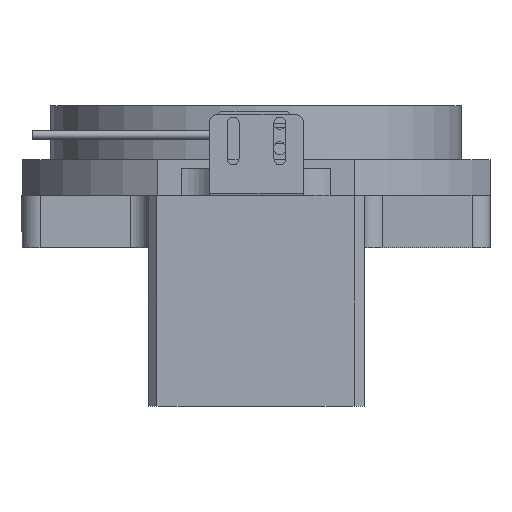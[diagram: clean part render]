
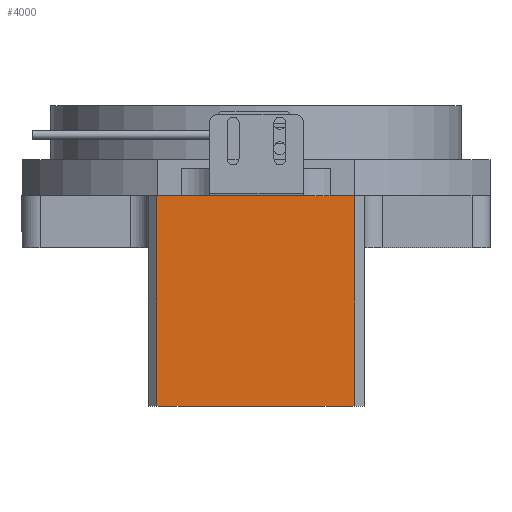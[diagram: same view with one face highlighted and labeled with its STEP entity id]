
A CAD part, front view. The second image highlights one B-rep face of the part: STEP entity #4000.
In plain terms, the highlighted planar face has unit normal (0, -1, 0).
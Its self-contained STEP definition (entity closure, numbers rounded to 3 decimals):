
#20 = VERTEX_POINT ( 'NONE', #23 ) ;
#23 = CARTESIAN_POINT ( 'NONE',  ( 27.5, -93.8, 14.5 ) ) ;
#30 = DIRECTION ( 'NONE',  ( -1., 0., 0. ) ) ;
#36 = DIRECTION ( 'NONE',  ( 1., 0., 0. ) ) ;
#448 = VECTOR ( 'NONE', #2766, 1000. ) ;
#518 = VECTOR ( 'NONE', #4805, 1000. ) ;
#725 = CARTESIAN_POINT ( 'NONE',  ( 27.5, -93.8, 39.5 ) ) ;
#864 = LINE ( 'NONE', #4764, #448 ) ;
#896 = ORIENTED_EDGE ( 'NONE', *, *, #3671, .T. ) ;
#1190 = LINE ( 'NONE', #1867, #4150 ) ;
#1267 = LINE ( 'NONE', #3855, #4253 ) ;
#1627 = EDGE_CURVE ( 'NONE', #20, #5705, #6676, .T. ) ;
#1804 = AXIS2_PLACEMENT_3D ( 'NONE', #7050, #3780, #5179 ) ;
#1867 = CARTESIAN_POINT ( 'NONE',  ( -27.5, -93.8, 14.5 ) ) ;
#2486 = VERTEX_POINT ( 'NONE', #5841 ) ;
#2766 = DIRECTION ( 'NONE',  ( 0., 0., -1. ) ) ;
#2945 = ORIENTED_EDGE ( 'NONE', *, *, #7967, .F. ) ;
#3308 = PLANE ( 'NONE',  #1804 ) ;
#3671 = EDGE_CURVE ( 'NONE', #6519, #2486, #864, .T. ) ;
#3780 = DIRECTION ( 'NONE',  ( 0., 1., 0. ) ) ;
#3855 = CARTESIAN_POINT ( 'NONE',  ( 27.5, -93.8, -44. ) ) ;
#4000 = ADVANCED_FACE ( 'NONE', ( #4495 ), #3308, .F. ) ;
#4150 = VECTOR ( 'NONE', #36, 1000. ) ;
#4253 = VECTOR ( 'NONE', #30, 1000. ) ;
#4352 = EDGE_CURVE ( 'NONE', #5705, #2486, #1267, .T. ) ;
#4495 = FACE_OUTER_BOUND ( 'NONE', #6582, .T. ) ;
#4619 = ORIENTED_EDGE ( 'NONE', *, *, #1627, .F. ) ;
#4639 = ORIENTED_EDGE ( 'NONE', *, *, #4352, .F. ) ;
#4764 = CARTESIAN_POINT ( 'NONE',  ( -27.5, -93.8, 39.5 ) ) ;
#4805 = DIRECTION ( 'NONE',  ( 0., 0., -1. ) ) ;
#5179 = DIRECTION ( 'NONE',  ( 1., 0., 0. ) ) ;
#5355 = CARTESIAN_POINT ( 'NONE',  ( -27.5, -93.8, 14.5 ) ) ;
#5705 = VERTEX_POINT ( 'NONE', #7932 ) ;
#5841 = CARTESIAN_POINT ( 'NONE',  ( -27.5, -93.8, -44. ) ) ;
#6519 = VERTEX_POINT ( 'NONE', #5355 ) ;
#6582 = EDGE_LOOP ( 'NONE', ( #4639, #4619, #2945, #896 ) ) ;
#6676 = LINE ( 'NONE', #725, #518 ) ;
#7050 = CARTESIAN_POINT ( 'NONE',  ( -27.5, -93.8, 39.5 ) ) ;
#7932 = CARTESIAN_POINT ( 'NONE',  ( 27.5, -93.8, -44. ) ) ;
#7967 = EDGE_CURVE ( 'NONE', #6519, #20, #1190, .T. ) ;
